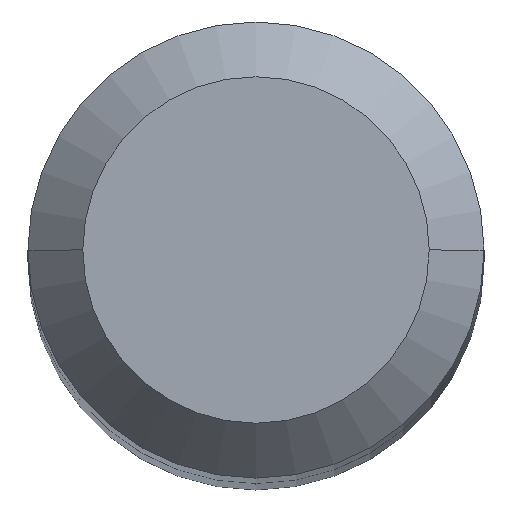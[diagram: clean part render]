
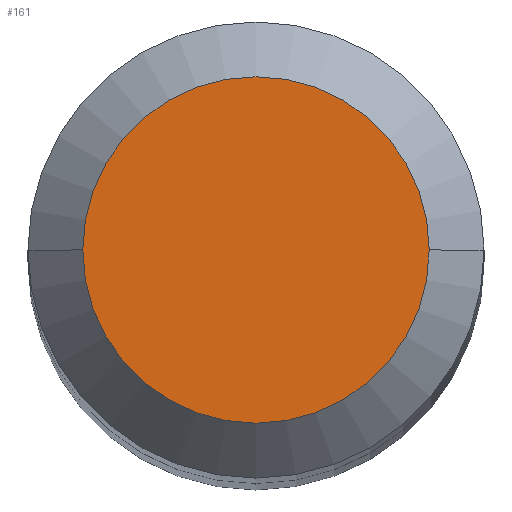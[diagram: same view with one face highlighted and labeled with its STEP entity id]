
A CAD part, top view. The second image highlights one B-rep face of the part: STEP entity #161.
In plain terms, the highlighted planar face has unit normal (0, 0, 1).
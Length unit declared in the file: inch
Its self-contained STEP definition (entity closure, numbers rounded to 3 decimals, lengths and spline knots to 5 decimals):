
#7 = DIRECTION ( 'NONE',  ( 0., 0., -1. ) ) ;
#15 = ORIENTED_EDGE ( 'NONE', *, *, #123, .T. ) ;
#27 = CARTESIAN_POINT ( 'NONE',  ( -0.09865, 0., 0. ) ) ;
#31 = PLANE ( 'NONE',  #46 ) ;
#40 = DIRECTION ( 'NONE',  ( 1., 0., 0. ) ) ;
#46 = AXIS2_PLACEMENT_3D ( 'NONE', #243, #7, #118 ) ;
#53 = EDGE_LOOP ( 'NONE', ( #220, #15 ) ) ;
#63 = DIRECTION ( 'NONE',  ( 1., 0., 0. ) ) ;
#66 = CARTESIAN_POINT ( 'NONE',  ( 0.09865, 0., 0. ) ) ;
#67 = CIRCLE ( 'NONE', #362, 0.09865 ) ;
#80 = VERTEX_POINT ( 'NONE', #27 ) ;
#118 = DIRECTION ( 'NONE',  ( -1., 0., 0. ) ) ;
#119 = FACE_OUTER_BOUND ( 'NONE', #53, .T. ) ;
#123 = EDGE_CURVE ( 'NONE', #314, #80, #67, .T. ) ;
#125 = CARTESIAN_POINT ( 'NONE',  ( 0., 0., 0. ) ) ;
#130 = DIRECTION ( 'NONE',  ( 0., 0., 1. ) ) ;
#161 = ADVANCED_FACE ( 'NONE', ( #119 ), #31, .F. ) ;
#207 = CARTESIAN_POINT ( 'NONE',  ( 0., 0., 0. ) ) ;
#220 = ORIENTED_EDGE ( 'NONE', *, *, #334, .T. ) ;
#243 = CARTESIAN_POINT ( 'NONE',  ( 0., 0., 0. ) ) ;
#303 = CIRCLE ( 'NONE', #308, 0.09865 ) ;
#305 = DIRECTION ( 'NONE',  ( 0., 0., 1. ) ) ;
#308 = AXIS2_PLACEMENT_3D ( 'NONE', #125, #130, #40 ) ;
#314 = VERTEX_POINT ( 'NONE', #66 ) ;
#334 = EDGE_CURVE ( 'NONE', #80, #314, #303, .T. ) ;
#362 = AXIS2_PLACEMENT_3D ( 'NONE', #207, #305, #63 ) ;
